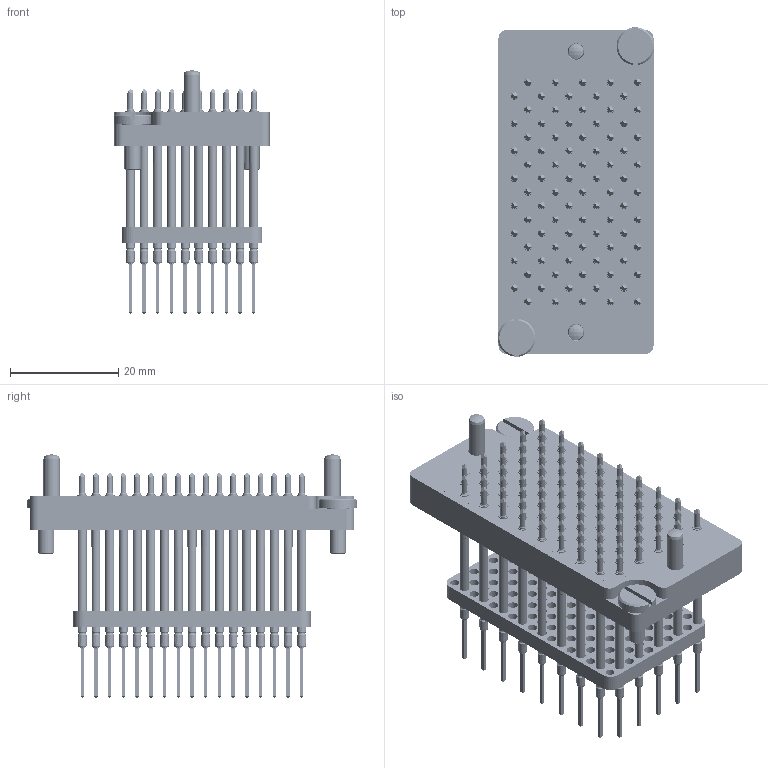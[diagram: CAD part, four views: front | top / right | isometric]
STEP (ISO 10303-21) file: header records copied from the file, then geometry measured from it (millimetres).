
FILE_DESCRIPTION (( 'STEP AP214' ), '1' );
FILE_NAME ('INGUN_42346.STEP', '2023-01-13T08:04:37', ( '' ), ( '' ), 'SwSTEP 2.0', 'SolidWorks 2021', '' );
FILE_SCHEMA (( 'AUTOMOTIVE_DESIGN' ));
Length unit declared in the file: millimetre
Products named in the file (9): KS-945-Master__ADA~ks_KS-945 47; INFO_4616~0_SBP-T_Kontaktierung-Seite<S>; 45005~2; 42345~6_S; DIN923~n_M03x04-A2; INGUN_42346; GKS-945-0005__ADA~gks_S; 42345~6; DIN6325~n_03,0m6x014
Assembly tree (178 placements, depth 3):
  INGUN_42346
    42345~6_S
      42345~6
      INFO_4616~0_SBP-T_Kontaktierung-Seite<S>
    45005~2
    KS-945-Master__ADA~ks_KS-945 47  x85
    GKS-945-0005__ADA~gks_S  x85
    DIN923~n_M03x04-A2  x2
    DIN6325~n_03,0m6x014  x2
Bounding box: 29 x 61 x 45.05 mm (x, y, z)
Volume: 19974.3 mm3; surface area: 35540.4 mm2
Topology: 389 solids, 389 shells, 6509 faces, 13846 edges, 8376 vertices
Faces by surface type: cylinder 2592, plane 1844, torus 1020, cone 868, bspline 177, sphere 8
Entity records: 51193 total; most frequent: CARTESIAN_POINT 18330, ORIENTED_EDGE 6404, DIRECTION 6382, EDGE_CURVE 3202, AXIS2_PLACEMENT_3D 2365, VERTEX_POINT 2121, EDGE_LOOP 1743, LINE 1652
